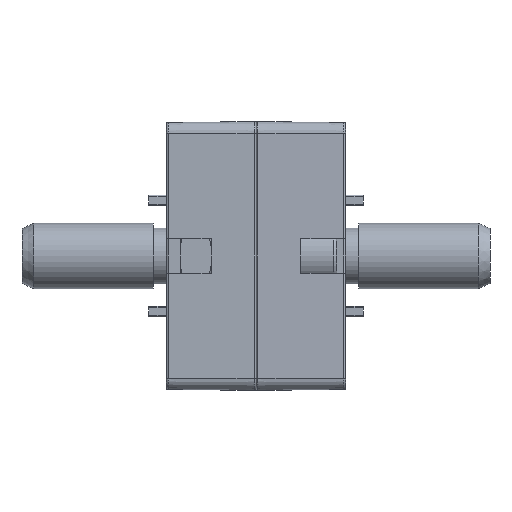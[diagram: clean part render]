
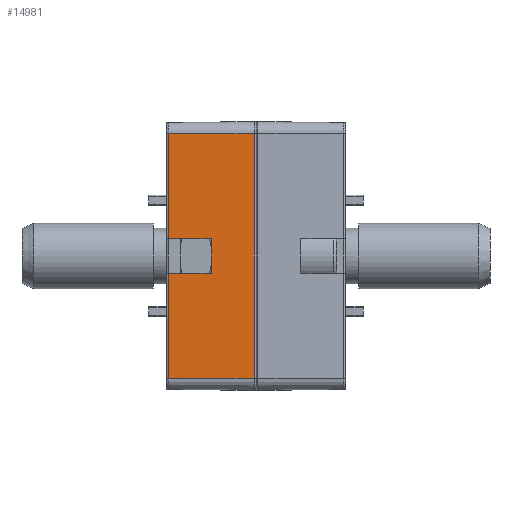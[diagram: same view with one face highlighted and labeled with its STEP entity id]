
A CAD part, front view. The second image highlights one B-rep face of the part: STEP entity #14981.
In plain terms, the highlighted face is planar.
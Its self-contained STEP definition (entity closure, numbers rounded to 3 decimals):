
#1923=FACE_OUTER_BOUND('',#2831,.T.);
#2831=EDGE_LOOP('',(#11637,#11638,#11639,#11640,#11641,#11642,#11643,#11644));
#3859=LINE('',#24973,#4985);
#3860=LINE('',#24977,#4986);
#3861=LINE('',#24979,#4987);
#3862=LINE('',#24981,#4988);
#3863=LINE('',#24983,#4989);
#3864=LINE('',#24985,#4990);
#3865=LINE('',#24987,#4991);
#3866=LINE('',#24988,#4992);
#4985=VECTOR('',#19232,1000.);
#4986=VECTOR('',#19237,1000.);
#4987=VECTOR('',#19238,1000.);
#4988=VECTOR('',#19239,1000.);
#4989=VECTOR('',#19240,1000.);
#4990=VECTOR('',#19241,1000.);
#4991=VECTOR('',#19242,1000.);
#4992=VECTOR('',#19243,1000.);
#7051=VERTEX_POINT('',#24970);
#7052=VERTEX_POINT('',#24972);
#7053=VERTEX_POINT('',#24976);
#7054=VERTEX_POINT('',#24978);
#7055=VERTEX_POINT('',#24980);
#7056=VERTEX_POINT('',#24982);
#7057=VERTEX_POINT('',#24984);
#7058=VERTEX_POINT('',#24986);
#8700=EDGE_CURVE('',#7052,#7051,#3859,.T.);
#8702=EDGE_CURVE('',#7051,#7053,#3860,.T.);
#8703=EDGE_CURVE('',#7054,#7053,#3861,.T.);
#8704=EDGE_CURVE('',#7054,#7055,#3862,.F.);
#8705=EDGE_CURVE('',#7055,#7056,#3863,.F.);
#8706=EDGE_CURVE('',#7057,#7056,#3864,.F.);
#8707=EDGE_CURVE('',#7057,#7058,#3865,.F.);
#8708=EDGE_CURVE('',#7058,#7052,#3866,.F.);
#11637=ORIENTED_EDGE('',*,*,#8700,.T.);
#11638=ORIENTED_EDGE('',*,*,#8702,.T.);
#11639=ORIENTED_EDGE('',*,*,#8703,.F.);
#11640=ORIENTED_EDGE('',*,*,#8704,.T.);
#11641=ORIENTED_EDGE('',*,*,#8705,.T.);
#11642=ORIENTED_EDGE('',*,*,#8706,.F.);
#11643=ORIENTED_EDGE('',*,*,#8707,.T.);
#11644=ORIENTED_EDGE('',*,*,#8708,.T.);
#14458=PLANE('',#16447);
#14981=ADVANCED_FACE('',(#1923),#14458,.T.);
#16447=AXIS2_PLACEMENT_3D('',#24975,#19235,#19236);
#19232=DIRECTION('',(-0.009,-1.,0.));
#19235=DIRECTION('center_axis',(-1.,0.009,
0.));
#19236=DIRECTION('ref_axis',(-0.009,-1.,0.));
#19237=DIRECTION('',(0.,0.,1.));
#19238=DIRECTION('',(-0.009,-1.,0.));
#19239=DIRECTION('',(0.,0.,1.));
#19240=DIRECTION('',(0.009,1.,0.));
#19241=DIRECTION('',(0.,0.,-1.));
#19242=DIRECTION('',(-0.009,-1.,0.));
#19243=DIRECTION('',(0.,0.,1.));
#24970=CARTESIAN_POINT('',(-22.497,0.303,-20.5));
#24972=CARTESIAN_POINT('',(-22.372,14.703,-20.5));
#24973=CARTESIAN_POINT('',(-22.5,0.,-20.5));
#24975=CARTESIAN_POINT('Origin',(-22.5,0.,-20.5));
#24976=CARTESIAN_POINT('',(-22.497,0.303,20.5));
#24977=CARTESIAN_POINT('',(-22.497,0.303,-20.5));
#24978=CARTESIAN_POINT('',(-22.372,14.703,20.5));
#24979=CARTESIAN_POINT('',(-22.5,0.,20.5));
#24980=CARTESIAN_POINT('',(-22.372,14.703,2.887));
#24981=CARTESIAN_POINT('',(-22.372,14.703,2.887));
#24982=CARTESIAN_POINT('',(-22.435,7.5,2.887));
#24983=CARTESIAN_POINT('',(-22.5,0.,2.887));
#24984=CARTESIAN_POINT('',(-22.435,7.5,-2.887));
#24985=CARTESIAN_POINT('',(-22.435,7.5,-20.5));
#24986=CARTESIAN_POINT('',(-22.372,14.703,-2.887));
#24987=CARTESIAN_POINT('',(-22.5,0.,-2.887));
#24988=CARTESIAN_POINT('',(-22.372,14.703,-20.5));
